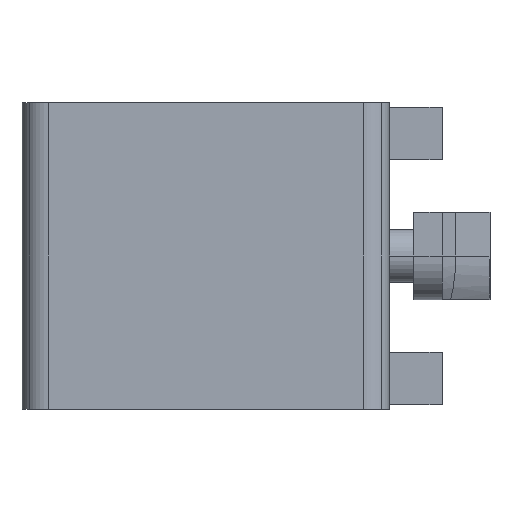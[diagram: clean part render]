
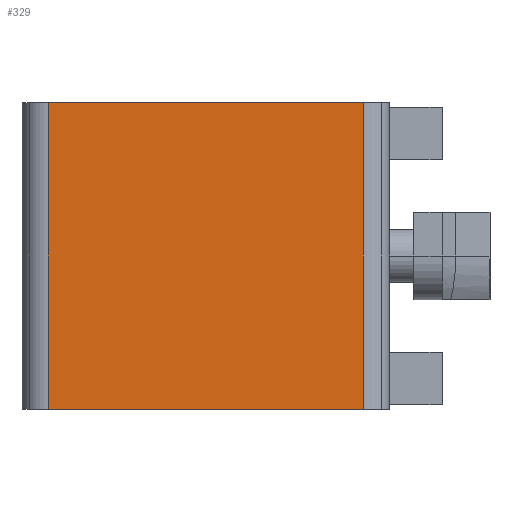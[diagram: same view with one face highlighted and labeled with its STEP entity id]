
A CAD part, left-side view. The second image highlights one B-rep face of the part: STEP entity #329.
In plain terms, the highlighted planar face has unit normal (-1, 0, 0).
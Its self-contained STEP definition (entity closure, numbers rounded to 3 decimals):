
#329=ADVANCED_FACE('',(#709),#710,.T.);
#709=FACE_OUTER_BOUND('',#1140,.T.);
#710=PLANE('',#1141);
#1140=EDGE_LOOP('',(#2012,#2013,#2014,#2015));
#1141=AXIS2_PLACEMENT_3D('',#2016,#2017,#2018);
#2012=ORIENTED_EDGE('',*,*,#2795,.T.);
#2013=ORIENTED_EDGE('',*,*,#2630,.F.);
#2014=ORIENTED_EDGE('',*,*,#2796,.T.);
#2015=ORIENTED_EDGE('',*,*,#2797,.T.);
#2016=CARTESIAN_POINT('',(-65.,-12.,-17.5));
#2017=DIRECTION('',(-1.0,-0.0,0.));
#2018=DIRECTION('',(0.0,-1.0,0.0));
#2630=EDGE_CURVE('',#3173,#3175,#3176,.T.);
#2795=EDGE_CURVE('',#3414,#3175,#3415,.T.);
#2796=EDGE_CURVE('',#3173,#3416,#3417,.T.);
#2797=EDGE_CURVE('',#3416,#3414,#3418,.T.);
#3173=VERTEX_POINT('',#3946);
#3175=VERTEX_POINT('',#3948);
#3176=LINE('',#3949,#3950);
#3414=VERTEX_POINT('',#4340);
#3415=LINE('',#4341,#4342);
#3416=VERTEX_POINT('',#4343);
#3417=LINE('',#4344,#4345);
#3418=LINE('',#4346,#4347);
#3946=CARTESIAN_POINT('',(-65.,24.,-17.5));
#3948=CARTESIAN_POINT('',(-65.,24.,17.5));
#3949=CARTESIAN_POINT('',(-65.,24.,-17.5));
#3950=VECTOR('',#4985,1.0);
#4340=CARTESIAN_POINT('',(-65.,-12.,17.5));
#4341=CARTESIAN_POINT('',(-65.,24.,17.5));
#4342=VECTOR('',#5176,1.0);
#4343=CARTESIAN_POINT('',(-65.,-12.,-17.5));
#4344=CARTESIAN_POINT('',(-65.,24.,-17.5));
#4345=VECTOR('',#5177,1.0);
#4346=CARTESIAN_POINT('',(-65.,-12.,-17.5));
#4347=VECTOR('',#5178,1.0);
#4985=DIRECTION('',(0.,0.0,1.0));
#5176=DIRECTION('',(0.0,1.0,0.0));
#5177=DIRECTION('',(0.0,-1.0,0.0));
#5178=DIRECTION('',(0.,0.0,1.0));
